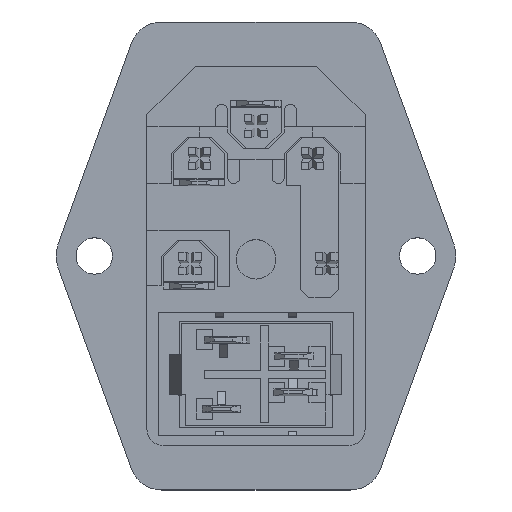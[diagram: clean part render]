
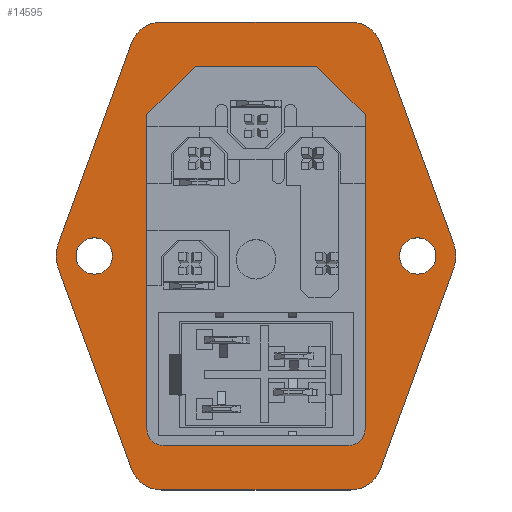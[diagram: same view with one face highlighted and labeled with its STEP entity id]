
A CAD part, top view. The second image highlights one B-rep face of the part: STEP entity #14595.
In plain terms, the highlighted planar face has unit normal (0, 0, 1).
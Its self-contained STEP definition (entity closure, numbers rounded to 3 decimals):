
#300=FACE_BOUND('',#5392,.T.);
#301=FACE_BOUND('',#5393,.T.);
#302=FACE_BOUND('',#5394,.T.);
#379=PLANE('',#15980);
#1140=LINE('',#21862,#2856);
#1143=LINE('',#21867,#2859);
#1145=LINE('',#21871,#2861);
#1153=LINE('',#21886,#2869);
#1156=LINE('',#21894,#2872);
#1160=LINE('',#21899,#2876);
#1164=LINE('',#21910,#2880);
#1168=LINE('',#21922,#2884);
#1171=LINE('',#21931,#2887);
#1174=LINE('',#21937,#2890);
#1178=LINE('',#21949,#2894);
#1182=LINE('',#21961,#2898);
#2856=VECTOR('',#17495,1000.);
#2859=VECTOR('',#17500,1000.);
#2861=VECTOR('',#17504,1000.);
#2869=VECTOR('',#17518,1000.);
#2872=VECTOR('',#17527,1000.);
#2876=VECTOR('',#17533,1000.);
#2880=VECTOR('',#17543,1000.);
#2884=VECTOR('',#17555,1000.);
#2887=VECTOR('',#17566,1000.);
#2890=VECTOR('',#17571,1000.);
#2894=VECTOR('',#17583,1000.);
#2898=VECTOR('',#17595,1000.);
#4579=FACE_OUTER_BOUND('',#5391,.T.);
#5391=EDGE_LOOP('',(#10590,#10591,#10592,#10593,#10594,#10595,#10596,#10597,
#10598,#10599,#10600,#10601));
#5392=EDGE_LOOP('',(#10602,#10603,#10604,#10605,#10606,#10607,#10608,#10609));
#5393=EDGE_LOOP('',(#10610,#10611));
#5394=EDGE_LOOP('',(#10612,#10613));
#6203=CIRCLE('',#15874,2.25);
#6204=CIRCLE('',#15875,2.25);
#6205=CIRCLE('',#15877,2.25);
#6206=CIRCLE('',#15878,2.25);
#6207=CIRCLE('',#15880,4.);
#6253=CIRCLE('',#15951,2.);
#6254=CIRCLE('',#15954,2.);
#6256=CIRCLE('',#15962,4.);
#6258=CIRCLE('',#15966,4.);
#6260=CIRCLE('',#15971,4.);
#6262=CIRCLE('',#15975,4.);
#6264=CIRCLE('',#15979,4.);
#6628=VERTEX_POINT('',#21357);
#6629=VERTEX_POINT('',#21358);
#6630=VERTEX_POINT('',#21363);
#6631=VERTEX_POINT('',#21364);
#6632=VERTEX_POINT('',#21369);
#6633=VERTEX_POINT('',#21371);
#6860=VERTEX_POINT('',#21860);
#6861=VERTEX_POINT('',#21861);
#6862=VERTEX_POINT('',#21866);
#6863=VERTEX_POINT('',#21870);
#6866=VERTEX_POINT('',#21881);
#6867=VERTEX_POINT('',#21885);
#6868=VERTEX_POINT('',#21889);
#6869=VERTEX_POINT('',#21893);
#6871=VERTEX_POINT('',#21904);
#6873=VERTEX_POINT('',#21908);
#6875=VERTEX_POINT('',#21914);
#6877=VERTEX_POINT('',#21920);
#6879=VERTEX_POINT('',#21926);
#6881=VERTEX_POINT('',#21935);
#6883=VERTEX_POINT('',#21941);
#6885=VERTEX_POINT('',#21947);
#6887=VERTEX_POINT('',#21953);
#6889=VERTEX_POINT('',#21959);
#8056=EDGE_CURVE('',#6628,#6629,#6203,.T.);
#8058=EDGE_CURVE('',#6629,#6628,#6204,.T.);
#8059=EDGE_CURVE('',#6630,#6631,#6205,.T.);
#8061=EDGE_CURVE('',#6631,#6630,#6206,.T.);
#8063=EDGE_CURVE('',#6632,#6633,#6207,.T.);
#8303=EDGE_CURVE('',#6860,#6861,#1140,.T.);
#8306=EDGE_CURVE('',#6861,#6862,#1143,.T.);
#8308=EDGE_CURVE('',#6862,#6863,#1145,.T.);
#8315=EDGE_CURVE('',#6863,#6866,#6253,.T.);
#8317=EDGE_CURVE('',#6866,#6867,#1153,.T.);
#8319=EDGE_CURVE('',#6867,#6868,#6254,.T.);
#8321=EDGE_CURVE('',#6868,#6869,#1156,.T.);
#8325=EDGE_CURVE('',#6869,#6860,#1160,.T.);
#8329=EDGE_CURVE('',#6873,#6871,#1164,.T.);
#8332=EDGE_CURVE('',#6875,#6873,#6256,.T.);
#8335=EDGE_CURVE('',#6877,#6875,#1168,.T.);
#8338=EDGE_CURVE('',#6879,#6877,#6258,.T.);
#8340=EDGE_CURVE('',#6633,#6879,#1171,.T.);
#8343=EDGE_CURVE('',#6881,#6632,#1174,.T.);
#8346=EDGE_CURVE('',#6883,#6881,#6260,.T.);
#8349=EDGE_CURVE('',#6885,#6883,#1178,.T.);
#8352=EDGE_CURVE('',#6887,#6885,#6262,.T.);
#8355=EDGE_CURVE('',#6889,#6887,#1182,.T.);
#8357=EDGE_CURVE('',#6871,#6889,#6264,.T.);
#10590=ORIENTED_EDGE('',*,*,#8357,.F.);
#10591=ORIENTED_EDGE('',*,*,#8329,.F.);
#10592=ORIENTED_EDGE('',*,*,#8332,.F.);
#10593=ORIENTED_EDGE('',*,*,#8335,.F.);
#10594=ORIENTED_EDGE('',*,*,#8338,.F.);
#10595=ORIENTED_EDGE('',*,*,#8340,.F.);
#10596=ORIENTED_EDGE('',*,*,#8063,.F.);
#10597=ORIENTED_EDGE('',*,*,#8343,.F.);
#10598=ORIENTED_EDGE('',*,*,#8346,.F.);
#10599=ORIENTED_EDGE('',*,*,#8349,.F.);
#10600=ORIENTED_EDGE('',*,*,#8352,.F.);
#10601=ORIENTED_EDGE('',*,*,#8355,.F.);
#10602=ORIENTED_EDGE('',*,*,#8303,.F.);
#10603=ORIENTED_EDGE('',*,*,#8325,.F.);
#10604=ORIENTED_EDGE('',*,*,#8321,.F.);
#10605=ORIENTED_EDGE('',*,*,#8319,.F.);
#10606=ORIENTED_EDGE('',*,*,#8317,.F.);
#10607=ORIENTED_EDGE('',*,*,#8315,.F.);
#10608=ORIENTED_EDGE('',*,*,#8308,.F.);
#10609=ORIENTED_EDGE('',*,*,#8306,.F.);
#10610=ORIENTED_EDGE('',*,*,#8056,.F.);
#10611=ORIENTED_EDGE('',*,*,#8058,.F.);
#10612=ORIENTED_EDGE('',*,*,#8059,.F.);
#10613=ORIENTED_EDGE('',*,*,#8061,.F.);
#14595=ADVANCED_FACE('',(#4579,#300,#301,#302),#379,.T.);
#15874=AXIS2_PLACEMENT_3D('',#21359,#17150,#17151);
#15875=AXIS2_PLACEMENT_3D('',#21361,#17153,#17154);
#15877=AXIS2_PLACEMENT_3D('',#21365,#17157,#17158);
#15878=AXIS2_PLACEMENT_3D('',#21367,#17160,#17161);
#15880=AXIS2_PLACEMENT_3D('',#21372,#17165,#17166);
#15951=AXIS2_PLACEMENT_3D('',#21882,#17513,#17514);
#15954=AXIS2_PLACEMENT_3D('',#21890,#17522,#17523);
#15962=AXIS2_PLACEMENT_3D('',#21916,#17549,#17550);
#15966=AXIS2_PLACEMENT_3D('',#21928,#17561,#17562);
#15971=AXIS2_PLACEMENT_3D('',#21943,#17577,#17578);
#15975=AXIS2_PLACEMENT_3D('',#21955,#17589,#17590);
#15979=AXIS2_PLACEMENT_3D('',#21964,#17600,#17601);
#15980=AXIS2_PLACEMENT_3D('',#21965,#17602,#17603);
#17150=DIRECTION('center_axis',(0.,0.,1.));
#17151=DIRECTION('ref_axis',(1.,0.,0.));
#17153=DIRECTION('center_axis',(0.,0.,1.));
#17154=DIRECTION('ref_axis',(1.,0.,0.));
#17157=DIRECTION('center_axis',(0.,0.,1.));
#17158=DIRECTION('ref_axis',(1.,0.,0.));
#17160=DIRECTION('center_axis',(0.,0.,1.));
#17161=DIRECTION('ref_axis',(1.,0.,0.));
#17165=DIRECTION('center_axis',(0.,0.,-1.));
#17166=DIRECTION('ref_axis',(-1.,0.,0.));
#17495=DIRECTION('',(-1.,0.,0.));
#17500=DIRECTION('',(-0.707,-0.707,0.));
#17504=DIRECTION('',(0.,-1.,0.));
#17513=DIRECTION('center_axis',(0.,0.,1.));
#17514=DIRECTION('ref_axis',(1.,0.,0.));
#17518=DIRECTION('',(1.,0.,0.));
#17522=DIRECTION('center_axis',(0.,0.,1.));
#17523=DIRECTION('ref_axis',(1.,0.,0.));
#17527=DIRECTION('',(0.,1.,0.));
#17533=DIRECTION('',(-0.707,0.707,0.));
#17543=DIRECTION('',(-0.342,0.94,0.));
#17549=DIRECTION('center_axis',(0.,0.,-1.));
#17550=DIRECTION('ref_axis',(1.,0.,0.));
#17555=DIRECTION('',(-1.,0.,0.));
#17561=DIRECTION('center_axis',(0.,0.,-1.));
#17562=DIRECTION('ref_axis',(-1.,0.,0.));
#17566=DIRECTION('',(-0.342,-0.94,0.));
#17571=DIRECTION('',(0.342,-0.94,0.));
#17577=DIRECTION('center_axis',(0.,0.,-1.));
#17578=DIRECTION('ref_axis',(-1.,0.,0.));
#17583=DIRECTION('',(1.,0.,0.));
#17589=DIRECTION('center_axis',(0.,0.,-1.));
#17590=DIRECTION('ref_axis',(1.,0.,0.));
#17595=DIRECTION('',(0.342,0.94,0.));
#17600=DIRECTION('center_axis',(0.,0.,-1.));
#17601=DIRECTION('ref_axis',(1.,0.,0.));
#17602=DIRECTION('center_axis',(0.,0.,1.));
#17603=DIRECTION('ref_axis',(1.,0.,0.));
#21357=CARTESIAN_POINT('',(17.75,0.,0.));
#21358=CARTESIAN_POINT('',(22.25,0.,0.));
#21359=CARTESIAN_POINT('Origin',(20.,0.,0.));
#21361=CARTESIAN_POINT('Origin',(20.,0.,0.));
#21363=CARTESIAN_POINT('',(-22.25,0.,0.));
#21364=CARTESIAN_POINT('',(-17.75,0.,0.));
#21365=CARTESIAN_POINT('Origin',(-20.,0.,0.));
#21367=CARTESIAN_POINT('Origin',(-20.,0.,0.));
#21369=CARTESIAN_POINT('',(24.502,1.368,0.));
#21371=CARTESIAN_POINT('',(24.502,-1.368,0.));
#21372=CARTESIAN_POINT('Origin',(20.743,0.,0.));
#21860=CARTESIAN_POINT('',(7.5,23.45,0.));
#21861=CARTESIAN_POINT('',(-7.5,23.45,0.));
#21862=CARTESIAN_POINT('',(-7.5,23.45,0.));
#21866=CARTESIAN_POINT('',(-13.5,17.45,0.));
#21867=CARTESIAN_POINT('',(-13.5,17.45,0.));
#21870=CARTESIAN_POINT('',(-13.5,-21.45,0.));
#21871=CARTESIAN_POINT('',(-13.5,17.45,0.));
#21881=CARTESIAN_POINT('',(-11.5,-23.45,0.));
#21882=CARTESIAN_POINT('Origin',(-11.5,-21.45,0.));
#21885=CARTESIAN_POINT('',(11.5,-23.45,0.));
#21886=CARTESIAN_POINT('',(-11.5,-23.45,0.));
#21889=CARTESIAN_POINT('',(13.5,-21.45,0.));
#21890=CARTESIAN_POINT('Origin',(11.5,-21.45,0.));
#21893=CARTESIAN_POINT('',(13.5,17.45,0.));
#21894=CARTESIAN_POINT('',(13.5,17.45,0.));
#21899=CARTESIAN_POINT('',(7.5,23.45,0.));
#21904=CARTESIAN_POINT('',(-24.502,-1.368,0.));
#21908=CARTESIAN_POINT('',(-15.421,-26.318,0.));
#21910=CARTESIAN_POINT('',(-24.502,-1.368,0.));
#21914=CARTESIAN_POINT('',(-11.662,-28.95,0.));
#21916=CARTESIAN_POINT('Origin',(-11.662,-24.95,0.));
#21920=CARTESIAN_POINT('',(11.662,-28.95,0.));
#21922=CARTESIAN_POINT('',(-11.662,-28.95,0.));
#21926=CARTESIAN_POINT('',(15.421,-26.318,0.));
#21928=CARTESIAN_POINT('Origin',(11.662,-24.95,0.));
#21931=CARTESIAN_POINT('',(24.502,-1.368,0.));
#21935=CARTESIAN_POINT('',(15.421,26.318,0.));
#21937=CARTESIAN_POINT('',(15.421,26.318,0.));
#21941=CARTESIAN_POINT('',(11.662,28.95,0.));
#21943=CARTESIAN_POINT('Origin',(11.662,24.95,0.));
#21947=CARTESIAN_POINT('',(-11.662,28.95,0.));
#21949=CARTESIAN_POINT('',(11.662,28.95,0.));
#21953=CARTESIAN_POINT('',(-15.421,26.318,0.));
#21955=CARTESIAN_POINT('Origin',(-11.662,24.95,0.));
#21959=CARTESIAN_POINT('',(-24.502,1.368,0.));
#21961=CARTESIAN_POINT('',(-15.421,26.318,0.));
#21964=CARTESIAN_POINT('Origin',(-20.743,0.,0.));
#21965=CARTESIAN_POINT('Origin',(-20.743,0.,0.));
